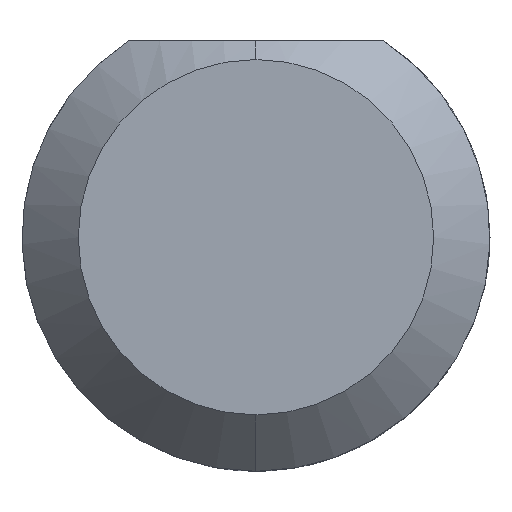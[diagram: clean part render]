
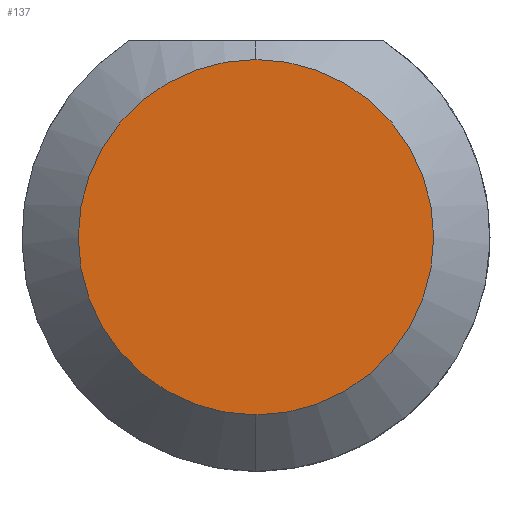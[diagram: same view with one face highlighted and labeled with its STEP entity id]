
A CAD part, left-side view. The second image highlights one B-rep face of the part: STEP entity #137.
In plain terms, the highlighted planar face has unit normal (-1, 0, 0).
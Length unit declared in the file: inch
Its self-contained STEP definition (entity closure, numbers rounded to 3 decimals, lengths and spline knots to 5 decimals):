
#30 = CIRCLE ( 'NONE', #129, 0.04735 ) ;
#47 = PLANE ( 'NONE',  #516 ) ;
#59 = DIRECTION ( 'NONE',  ( -1., 0., 0. ) ) ;
#66 = DIRECTION ( 'NONE',  ( 0., 0., -1. ) ) ;
#93 = VERTEX_POINT ( 'NONE', #523 ) ;
#123 = EDGE_CURVE ( 'NONE', #191, #93, #30, .T. ) ;
#129 = AXIS2_PLACEMENT_3D ( 'NONE', #561, #59, #150 ) ;
#137 = ADVANCED_FACE ( 'NONE', ( #452 ), #47, .F. ) ;
#150 = DIRECTION ( 'NONE',  ( 0., 0., 1. ) ) ;
#155 = AXIS2_PLACEMENT_3D ( 'NONE', #347, #302, #382 ) ;
#171 = CIRCLE ( 'NONE', #155, 0.04735 ) ;
#191 = VERTEX_POINT ( 'NONE', #247 ) ;
#247 = CARTESIAN_POINT ( 'NONE',  ( 0., 0., 0.04735 ) ) ;
#267 = EDGE_CURVE ( 'NONE', #93, #191, #171, .T. ) ;
#302 = DIRECTION ( 'NONE',  ( -1., 0., 0. ) ) ;
#347 = CARTESIAN_POINT ( 'NONE',  ( 0., 0., 0. ) ) ;
#381 = EDGE_LOOP ( 'NONE', ( #388, #580 ) ) ;
#382 = DIRECTION ( 'NONE',  ( 0., 0., 1. ) ) ;
#388 = ORIENTED_EDGE ( 'NONE', *, *, #267, .T. ) ;
#415 = CARTESIAN_POINT ( 'NONE',  ( 0., 0., 0. ) ) ;
#419 = DIRECTION ( 'NONE',  ( 1., 0., 0. ) ) ;
#452 = FACE_OUTER_BOUND ( 'NONE', #381, .T. ) ;
#516 = AXIS2_PLACEMENT_3D ( 'NONE', #415, #419, #66 ) ;
#523 = CARTESIAN_POINT ( 'NONE',  ( 0., 0., -0.04735 ) ) ;
#561 = CARTESIAN_POINT ( 'NONE',  ( 0., 0., 0. ) ) ;
#580 = ORIENTED_EDGE ( 'NONE', *, *, #123, .T. ) ;
